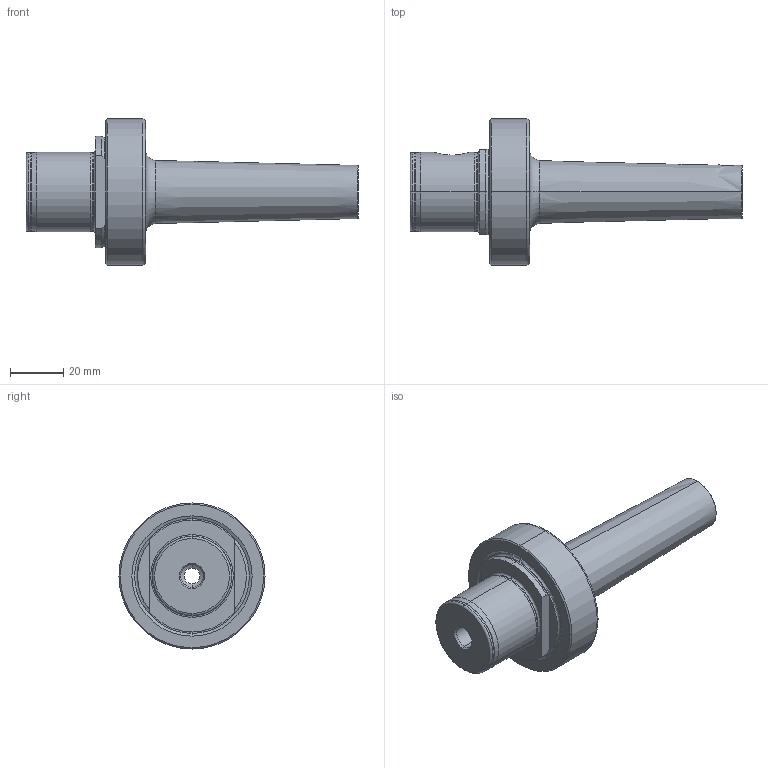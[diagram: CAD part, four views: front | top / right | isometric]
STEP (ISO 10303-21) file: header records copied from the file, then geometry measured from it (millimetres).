
FILE_DESCRIPTION (( 'STEP AP203' ), '1' );
FILE_NAME ('124.550.206.STEP', '2018-03-13T13:59:36', ( 'SWIAdmin' ), ( 'Hewlett-Packard Company' ), 'SwSTEP 2.0', 'SolidWorks 2017', '' );
FILE_SCHEMA (( 'CONFIG_CONTROL_DESIGN' ));
Length unit declared in the file: millimetre
Products named in the file (3): MB5-MB1.K01.095_C; MB1-ER1.001.006_A; 124.550.206
Assembly tree (2 placements, depth 2):
  124.550.206
    MB5-MB1.K01.095_C
    MB1-ER1.001.006_A
Bounding box: 125 x 55 x 55 mm (x, y, z)
Volume: 82798.1 mm3; surface area: 18605.4 mm2
Topology: 2 solids, 2 shells, 139 faces, 319 edges, 188 vertices
Faces by surface type: cone 50, cylinder 34, plane 31, torus 24
Entity records: 4557 total; most frequent: CARTESIAN_POINT 1091, DIRECTION 718, ORIENTED_EDGE 634, EDGE_CURVE 317, AXIS2_PLACEMENT_3D 303, VERTEX_POINT 188, CIRCLE 159, EDGE_LOOP 151
